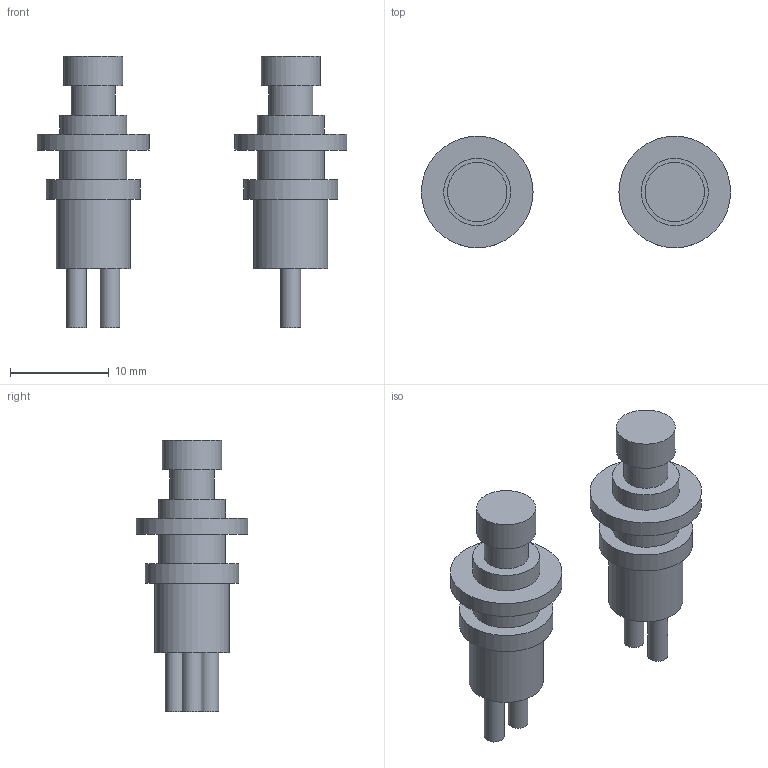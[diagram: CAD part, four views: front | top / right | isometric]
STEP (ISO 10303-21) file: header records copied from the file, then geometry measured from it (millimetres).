
FILE_DESCRIPTION(/* description */ (''),/* implementation_level */ '2;1');
FILE_NAME(/* name */ 'Push button.stp',/* time_stamp */ '2020-03-30T14:57:07+02:00',/* author */ (''),/* organization */ (''),/* preprocessor_version */ 'ST-DEVELOPER v16',/* originating_system */ 'SIEMENS PLM Software NX 11.0',/* authorisation */ '');
FILE_SCHEMA (('AUTOMOTIVE_DESIGN { 1 0 10303 214 3 1 1 1 }'));
Length unit declared in the file: millimetre
Products named in the file (1): aj0560B220zv2u
Bounding box: 31.3 x 11.3 x 27.5 mm (x, y, z)
Volume: 1919.3 mm3; surface area: 1709.8 mm2
Topology: 2 solids, 2 shells, 38 faces, 56 edges, 38 vertices
Faces by surface type: plane 20, cylinder 18
Full cylindrical faces by diameter (mm): 2 x4, 4.5 x2, 6 x2, 6.8 x4, 7.5 x2, 9.5 x2, 11.3 x2
Entity records: 853 total; most frequent: DIRECTION 150, CARTESIAN_POINT 111, AXIS2_PLACEMENT_3D 75, EDGE_LOOP 72, ORIENTED_EDGE 72, FACE_BOUND 66, ADVANCED_FACE 38, VERTEX_POINT 36
